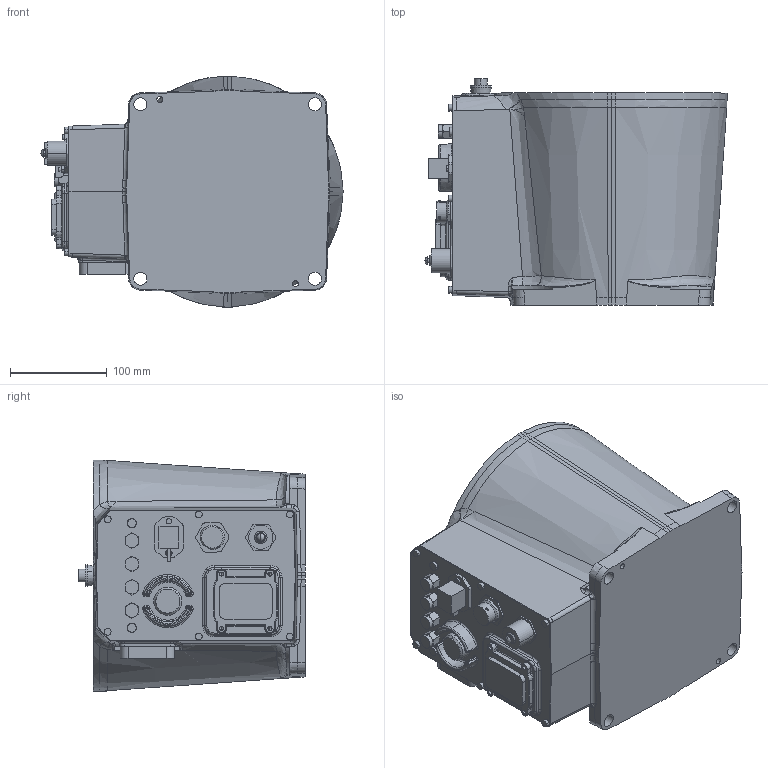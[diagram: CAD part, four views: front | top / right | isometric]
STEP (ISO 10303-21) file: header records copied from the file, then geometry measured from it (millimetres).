
FILE_DESCRIPTION (( 'STEP AP203' ), '1' );
FILE_NAME ('robot_irb_1200-7_0_7_03.STEP', '2022-03-23T04:47:30', ( '' ), ( '' ), 'SwSTEP 2.0', 'SolidWorks 2018', '' );
FILE_SCHEMA (( 'CONFIG_CONTROL_DESIGN' ));
Length unit declared in the file: millimetre
Products named in the file (1): robot_irb_1200-7_0_7_03
Bounding box: 311.72 x 234 x 239.07 mm (x, y, z)
Volume: 10646155.1 mm3; surface area: 313527.7 mm2
Topology: 1 solids, 3 shells, 737 faces, 1804 edges, 1096 vertices
Faces by surface type: plane 211, cylinder 205, bspline 136, cone 119, torus 50, sphere 16
Entity records: 33164 total; most frequent: CARTESIAN_POINT 17102, ORIENTED_EDGE 3574, DIRECTION 3052, EDGE_CURVE 1787, AXIS2_PLACEMENT_3D 1221, VERTEX_POINT 1096, EDGE_LOOP 795, ADVANCED_FACE 737
